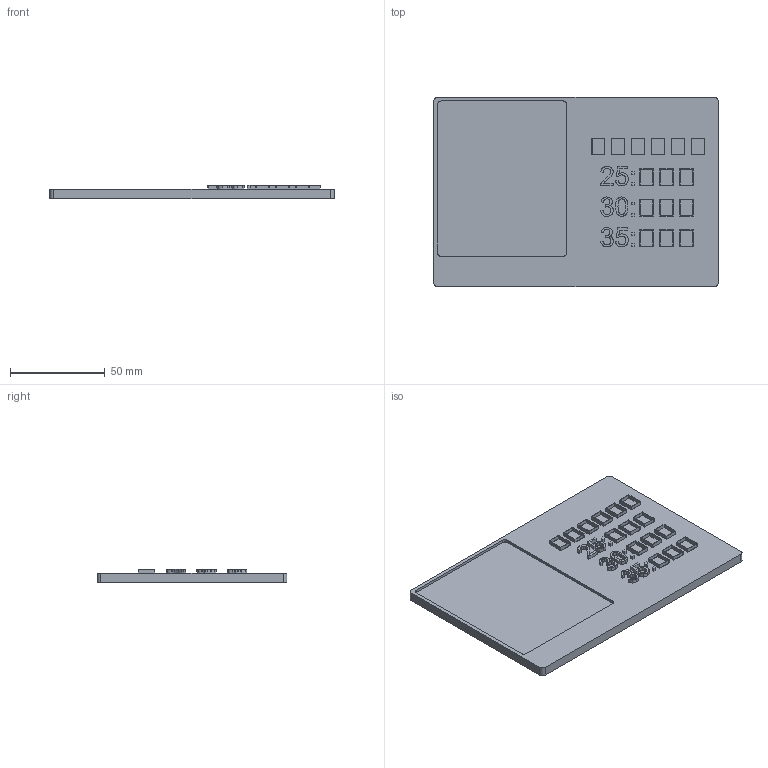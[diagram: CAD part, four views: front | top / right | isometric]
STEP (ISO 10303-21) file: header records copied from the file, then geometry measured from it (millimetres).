
FILE_DESCRIPTION(('Open CASCADE Model'),'2;1');
FILE_NAME('Open CASCADE Shape Model','2024-09-23T11:32:25',('Author'),( 'Open CASCADE'),'Open CASCADE STEP processor 7.7','Open CASCADE 7.7' ,'Unknown');
FILE_SCHEMA(('AUTOMOTIVE_DESIGN { 1 0 10303 214 1 1 1 1 }'));
Length unit declared in the file: millimetre
Products named in the file (1): Open CASCADE STEP translator 7.7 1
Bounding box: 150 x 100 x 7 mm (x, y, z)
Volume: 67168.4 mm3; surface area: 35404.6 mm2
Topology: 1 solids, 1 shells, 352 faces, 918 edges, 612 vertices
Faces by surface type: plane 222, extrusion 122, cylinder 8
Entity records: 22776 total; most frequent: CARTESIAN_POINT 4983, DIRECTION 2852, VECTOR 2348, LINE 2226, ORIENTED_EDGE 1836, PCURVE 1836, DEFINITIONAL_REPRESENTATION 1836, EDGE_CURVE 918
